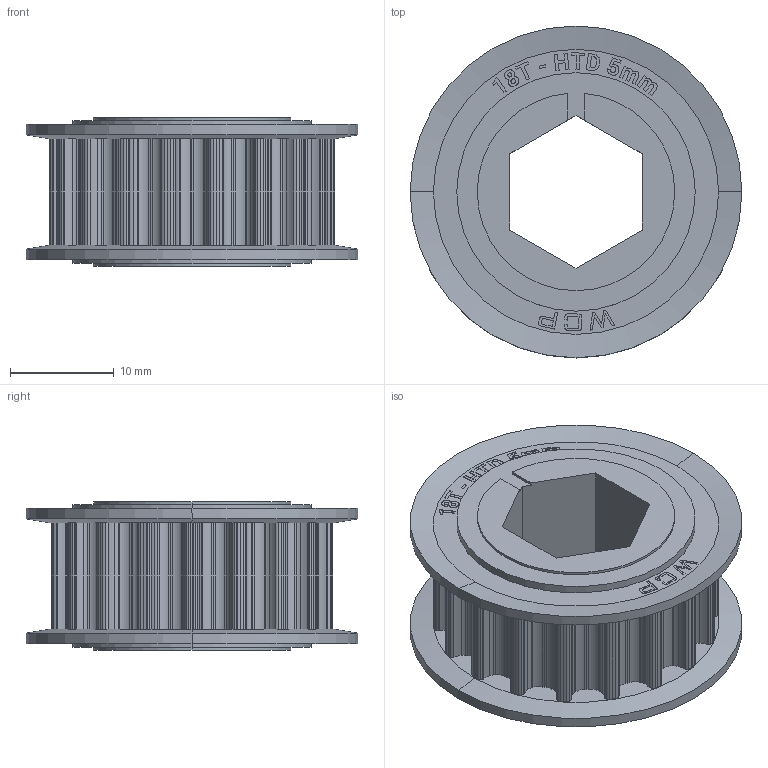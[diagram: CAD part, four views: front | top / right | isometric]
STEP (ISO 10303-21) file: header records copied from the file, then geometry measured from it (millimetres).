
FILE_DESCRIPTION (( 'STEP AP214' ), '1' );
FILE_NAME ('WCP-0563 Rev1.step', '2023-08-16T19:22:54', ( '' ), ( '' ), 'SwSTEP 2.0', 'SolidWorks 2022', '' );
FILE_SCHEMA (( 'AUTOMOTIVE_DESIGN' ));
Length unit declared in the file: inch
Products named in the file (1): WCP-0563 Rev1
Bounding box: 32 x 32 x 14.29 mm (x, y, z)
Volume: 5422.1 mm3; surface area: 4823.5 mm2
Topology: 3 solids, 3 shells, 562 faces, 1600 edges, 1064 vertices
Faces by surface type: cylinder 321, plane 182, bspline 51, cone 8
Entity records: 25510 total; most frequent: CARTESIAN_POINT 6070, ORIENTED_EDGE 3200, DIRECTION 3172, EDGE_CURVE 1600, AXIS2_PLACEMENT_3D 1162, VERTEX_POINT 1064, LINE 848, VECTOR 848
